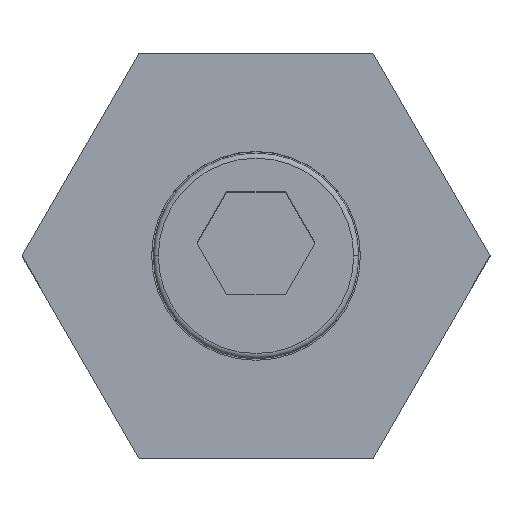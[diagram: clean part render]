
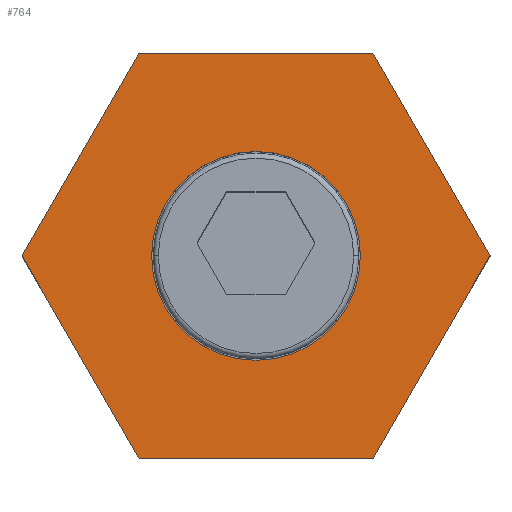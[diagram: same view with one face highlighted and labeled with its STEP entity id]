
A CAD part, top view. The second image highlights one B-rep face of the part: STEP entity #764.
In plain terms, the highlighted planar face has unit normal (0, 0, 1).
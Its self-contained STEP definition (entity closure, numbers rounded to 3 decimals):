
#35 = ORIENTED_EDGE ( 'NONE', *, *, #1906, .T. ) ;
#75 = ORIENTED_EDGE ( 'NONE', *, *, #2851, .T. ) ;
#135 = FACE_BOUND ( 'NONE', #1186, .T. ) ;
#166 = LINE ( 'NONE', #301, #1367 ) ;
#222 = EDGE_CURVE ( 'NONE', #3958, #2379, #3869, .T. ) ;
#241 = CARTESIAN_POINT ( 'NONE',  ( 4.583, 7.938, 4.763 ) ) ;
#257 = LINE ( 'NONE', #3750, #1309 ) ;
#301 = CARTESIAN_POINT ( 'NONE',  ( 4.583, -7.938, 4.763 ) ) ;
#343 = DIRECTION ( 'NONE',  ( -1., 0., 0. ) ) ;
#370 = VERTEX_POINT ( 'NONE', #3967 ) ;
#764 = ADVANCED_FACE ( 'NONE', ( #135, #1121 ), #4079, .T. ) ;
#931 = ORIENTED_EDGE ( 'NONE', *, *, #222, .T. ) ;
#945 = DIRECTION ( 'NONE',  ( 0.5, 0.866, 0. ) ) ;
#995 = EDGE_LOOP ( 'NONE', ( #3093, #2630, #35, #1253, #931, #4082 ) ) ;
#1008 = CARTESIAN_POINT ( 'NONE',  ( -4.583, 7.938, 4.763 ) ) ;
#1053 = DIRECTION ( 'NONE',  ( 0., 0., -1. ) ) ;
#1121 = FACE_OUTER_BOUND ( 'NONE', #995, .T. ) ;
#1155 = DIRECTION ( 'NONE',  ( -0.5, -0.866, 0. ) ) ;
#1161 = DIRECTION ( 'NONE',  ( -0.5, 0.866, 0. ) ) ;
#1186 = EDGE_LOOP ( 'NONE', ( #75, #3679 ) ) ;
#1206 = EDGE_CURVE ( 'NONE', #3625, #370, #4017, .T. ) ;
#1253 = ORIENTED_EDGE ( 'NONE', *, *, #2530, .T. ) ;
#1309 = VECTOR ( 'NONE', #1161, 1000. ) ;
#1337 = VECTOR ( 'NONE', #2533, 1000. ) ;
#1367 = VECTOR ( 'NONE', #945, 1000. ) ;
#1508 = CARTESIAN_POINT ( 'NONE',  ( -4.583, 7.938, 4.763 ) ) ;
#1531 = CARTESIAN_POINT ( 'NONE',  ( -9.165, 0., 4.763 ) ) ;
#1906 = EDGE_CURVE ( 'NONE', #370, #3969, #166, .T. ) ;
#1950 = VERTEX_POINT ( 'NONE', #1979 ) ;
#1979 = CARTESIAN_POINT ( 'NONE',  ( -4.089, 0., 4.763 ) ) ;
#1988 = LINE ( 'NONE', #1508, #4050 ) ;
#2107 = LINE ( 'NONE', #1531, #1337 ) ;
#2109 = AXIS2_PLACEMENT_3D ( 'NONE', #3525, #4126, #2239 ) ;
#2116 = EDGE_CURVE ( 'NONE', #2379, #2813, #1988, .T. ) ;
#2126 = CARTESIAN_POINT ( 'NONE',  ( 13.748, 7.938, 4.763 ) ) ;
#2128 = CARTESIAN_POINT ( 'NONE',  ( 4.089, 0., 4.763 ) ) ;
#2239 = DIRECTION ( 'NONE',  ( -1., 0., 0. ) ) ;
#2247 = CARTESIAN_POINT ( 'NONE',  ( -4.583, -7.938, 4.763 ) ) ;
#2379 = VERTEX_POINT ( 'NONE', #1008 ) ;
#2530 = EDGE_CURVE ( 'NONE', #3969, #3958, #257, .T. ) ;
#2533 = DIRECTION ( 'NONE',  ( 0.5, -0.866, 0. ) ) ;
#2538 = CIRCLE ( 'NONE', #4048, 4.089 ) ;
#2630 = ORIENTED_EDGE ( 'NONE', *, *, #1206, .T. ) ;
#2695 = DIRECTION ( 'NONE',  ( -1., 0., 0. ) ) ;
#2813 = VERTEX_POINT ( 'NONE', #3972 ) ;
#2847 = CARTESIAN_POINT ( 'NONE',  ( 9.165, 0., 4.763 ) ) ;
#2851 = EDGE_CURVE ( 'NONE', #1950, #3124, #2538, .T. ) ;
#2896 = DIRECTION ( 'NONE',  ( 1., 0., 0. ) ) ;
#3010 = CARTESIAN_POINT ( 'NONE',  ( 0., 0., 4.763 ) ) ;
#3093 = ORIENTED_EDGE ( 'NONE', *, *, #3982, .T. ) ;
#3124 = VERTEX_POINT ( 'NONE', #2128 ) ;
#3149 = AXIS2_PLACEMENT_3D ( 'NONE', #2126, #3429, #3473 ) ;
#3226 = CARTESIAN_POINT ( 'NONE',  ( 4.583, 7.938, 4.763 ) ) ;
#3429 = DIRECTION ( 'NONE',  ( 0., 0., 1. ) ) ;
#3473 = DIRECTION ( 'NONE',  ( 1., 0., 0. ) ) ;
#3525 = CARTESIAN_POINT ( 'NONE',  ( 0., 0., 4.763 ) ) ;
#3544 = CARTESIAN_POINT ( 'NONE',  ( -4.583, -7.938, 4.763 ) ) ;
#3573 = VECTOR ( 'NONE', #2896, 1000. ) ;
#3625 = VERTEX_POINT ( 'NONE', #3544 ) ;
#3675 = CIRCLE ( 'NONE', #2109, 4.089 ) ;
#3679 = ORIENTED_EDGE ( 'NONE', *, *, #3929, .T. ) ;
#3750 = CARTESIAN_POINT ( 'NONE',  ( 9.165, 0., 4.763 ) ) ;
#3869 = LINE ( 'NONE', #3226, #3976 ) ;
#3929 = EDGE_CURVE ( 'NONE', #3124, #1950, #3675, .T. ) ;
#3958 = VERTEX_POINT ( 'NONE', #241 ) ;
#3967 = CARTESIAN_POINT ( 'NONE',  ( 4.583, -7.938, 4.763 ) ) ;
#3969 = VERTEX_POINT ( 'NONE', #2847 ) ;
#3972 = CARTESIAN_POINT ( 'NONE',  ( -9.165, 0., 4.763 ) ) ;
#3976 = VECTOR ( 'NONE', #343, 1000. ) ;
#3982 = EDGE_CURVE ( 'NONE', #2813, #3625, #2107, .T. ) ;
#4017 = LINE ( 'NONE', #2247, #3573 ) ;
#4048 = AXIS2_PLACEMENT_3D ( 'NONE', #3010, #1053, #2695 ) ;
#4050 = VECTOR ( 'NONE', #1155, 1000. ) ;
#4079 = PLANE ( 'NONE',  #3149 ) ;
#4082 = ORIENTED_EDGE ( 'NONE', *, *, #2116, .T. ) ;
#4126 = DIRECTION ( 'NONE',  ( 0., 0., -1. ) ) ;
